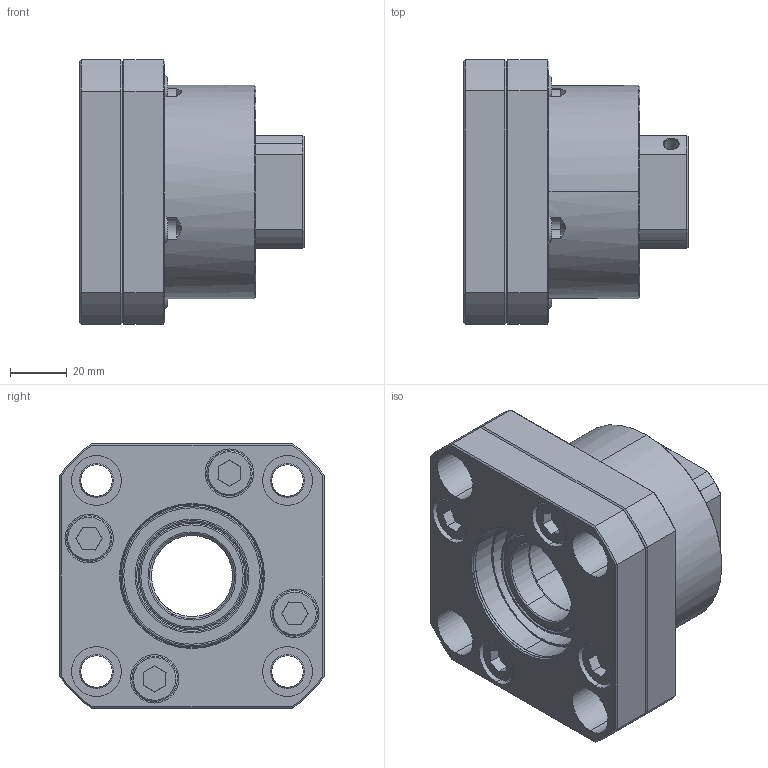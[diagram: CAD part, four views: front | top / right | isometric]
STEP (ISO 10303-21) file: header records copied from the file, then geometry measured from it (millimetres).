
FILE_DESCRIPTION (( 'STEP AP203' ), '1' );
FILE_NAME ('FK30²Õ¦X¥óB.STEP', '2018-10-23T00:38:24', ( '' ), ( '' ), 'SwSTEP 2.0', 'SolidWorks 2018', '' );
FILE_SCHEMA (( 'CONFIG_CONTROL_DESIGN' ));
Length unit declared in the file: millimetre
Products named in the file (1): FK30組合件B
Bounding box: 79 x 93 x 93 mm (x, y, z)
Surface area: 62364 mm2 (no closed solid volume)
Topology: 0 solids, 17 shells, 242 faces, 598 edges, 371 vertices
Faces by surface type: plane 80, cylinder 79, cone 59, torus 20, bspline 4
Entity records: 7695 total; most frequent: CARTESIAN_POINT 1850, DIRECTION 1295, ORIENTED_EDGE 1081, EDGE_CURVE 598, AXIS2_PLACEMENT_3D 520, VERTEX_POINT 371, CIRCLE 281, EDGE_LOOP 273
